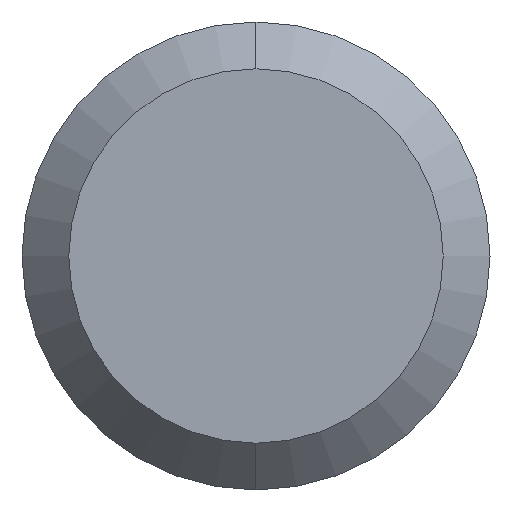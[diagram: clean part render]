
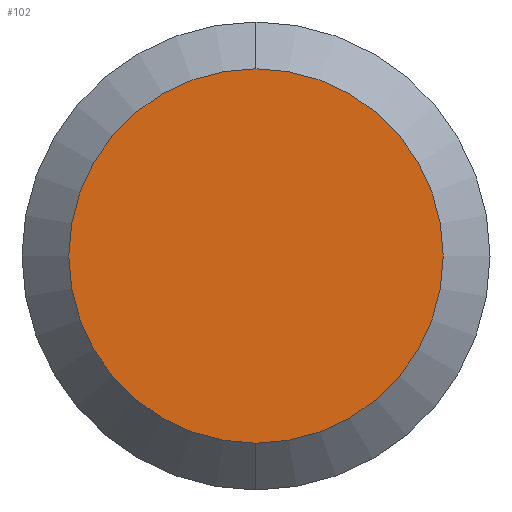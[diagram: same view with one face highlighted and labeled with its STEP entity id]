
A CAD part, left-side view. The second image highlights one B-rep face of the part: STEP entity #102.
In plain terms, the highlighted planar face has unit normal (-1, 0, 0).
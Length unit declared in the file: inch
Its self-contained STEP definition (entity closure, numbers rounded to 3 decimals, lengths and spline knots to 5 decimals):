
#1 = VERTEX_POINT ( 'NONE', #212 ) ;
#10 = CARTESIAN_POINT ( 'NONE',  ( -0.25, 0., 0. ) ) ;
#27 = EDGE_LOOP ( 'NONE', ( #182, #211 ) ) ;
#46 = VERTEX_POINT ( 'NONE', #127 ) ;
#51 = CARTESIAN_POINT ( 'NONE',  ( -0.25, 0., 0. ) ) ;
#58 = DIRECTION ( 'NONE',  ( 0., 0., -1. ) ) ;
#69 = EDGE_CURVE ( 'NONE', #46, #1, #236, .T. ) ;
#73 = EDGE_CURVE ( 'NONE', #1, #46, #238, .T. ) ;
#85 = AXIS2_PLACEMENT_3D ( 'NONE', #10, #129, #265 ) ;
#95 = DIRECTION ( 'NONE',  ( -1., 0., 0. ) ) ;
#102 = ADVANCED_FACE ( 'NONE', ( #237 ), #113, .F. ) ;
#113 = PLANE ( 'NONE',  #85 ) ;
#127 = CARTESIAN_POINT ( 'NONE',  ( -0.25, 0., 0.05 ) ) ;
#129 = DIRECTION ( 'NONE',  ( 1., 0., 0. ) ) ;
#145 = DIRECTION ( 'NONE',  ( 0., 0., -1. ) ) ;
#182 = ORIENTED_EDGE ( 'NONE', *, *, #73, .T. ) ;
#187 = AXIS2_PLACEMENT_3D ( 'NONE', #252, #95, #145 ) ;
#202 = AXIS2_PLACEMENT_3D ( 'NONE', #51, #233, #58 ) ;
#211 = ORIENTED_EDGE ( 'NONE', *, *, #69, .T. ) ;
#212 = CARTESIAN_POINT ( 'NONE',  ( -0.25, 0., -0.05 ) ) ;
#233 = DIRECTION ( 'NONE',  ( -1., 0., 0. ) ) ;
#236 = CIRCLE ( 'NONE', #187, 0.05 ) ;
#237 = FACE_OUTER_BOUND ( 'NONE', #27, .T. ) ;
#238 = CIRCLE ( 'NONE', #202, 0.05 ) ;
#252 = CARTESIAN_POINT ( 'NONE',  ( -0.25, 0., 0. ) ) ;
#265 = DIRECTION ( 'NONE',  ( 0., 0., -1. ) ) ;
